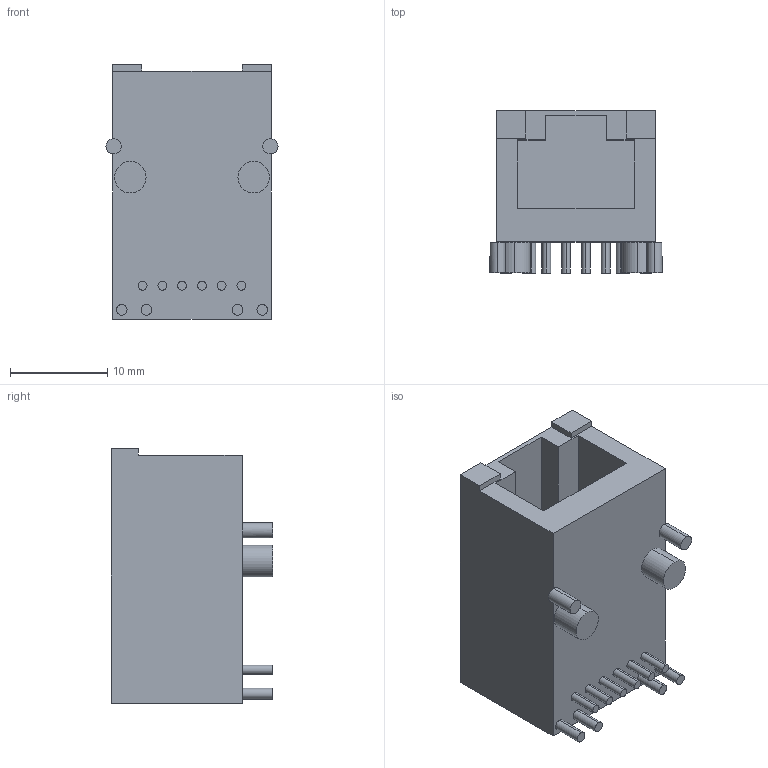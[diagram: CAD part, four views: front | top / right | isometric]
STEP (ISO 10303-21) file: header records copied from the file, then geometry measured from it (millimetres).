
FILE_DESCRIPTION (( 'STEP AP214' ), '1' );
FILE_NAME ('User Library-RJ45_Belfuse_08B0-1D1T-06-F.STEP', '2016-01-03T20:54:43', ( 'Windows User' ), ( '' ), 'SwSTEP 2.0', 'SolidWorks 2016', '' );
FILE_SCHEMA (( 'AUTOMOTIVE_DESIGN' ));
Length unit declared in the file: millimetre
Products named in the file (1): User Library-RJ45_Belfuse_08B0-1D1T-06-F
Bounding box: 17.7 x 16.66 x 26.17 mm (x, y, z)
Volume: 4421.8 mm3; surface area: 2732.4 mm2
Topology: 1 solids, 1 shells, 65 faces, 146 edges, 96 vertices
Faces by surface type: plane 37, cylinder 28
Entity records: 1928 total; most frequent: DIRECTION 338, CARTESIAN_POINT 308, ORIENTED_EDGE 292, EDGE_CURVE 146, AXIS2_PLACEMENT_3D 126, VERTEX_POINT 96, LINE 86, VECTOR 86
